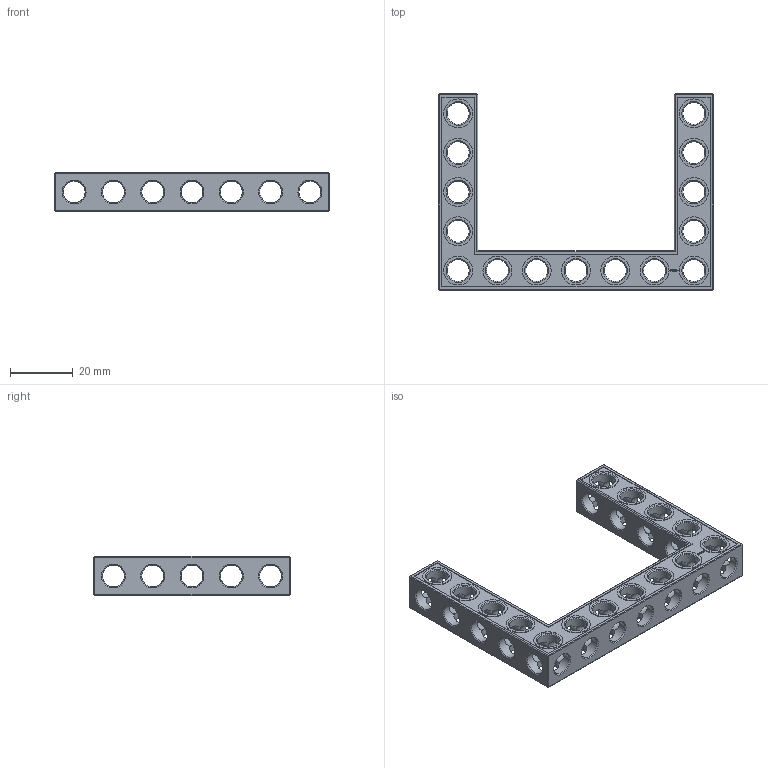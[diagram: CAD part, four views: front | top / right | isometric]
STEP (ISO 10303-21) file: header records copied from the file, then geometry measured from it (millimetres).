
FILE_DESCRIPTION(('FreeCAD Model'),'2;1');
FILE_NAME('Open CASCADE Shape Model','2022-02-23T20:32:23',( 'Paulo Kiefe'),('STEMFIE.org'),'Open CASCADE STEP processor 7.5', 'FreeCAD','Unknown');
FILE_SCHEMA(('AUTOMOTIVE_DESIGN { 1 0 10303 214 1 1 1 1 }'));
Products named in the file (1): Beam AGD ESS USH SYM BU07x05x01 - SPN-BEM-0380 (stemfie.org)
Bounding box: 87.5 x 62.5 x 12.5 mm (x, y, z)
Volume: 14654.4 mm3; surface area: 13215.4 mm2
Topology: 1 solids, 1 shells, 730 faces, 2117 edges, 1379 vertices
Faces by surface type: plane 383, extrusion 194, cylinder 91, cone 62
Full cylindrical faces by diameter (mm): 6.98 x12, 7 x64, 9.2 x15
Entity records: 95274 total; most frequent: CARTESIAN_POINT 55534, DIRECTION 6303, VECTOR 4514, LINE 4320, ORIENTED_EDGE 4234, PCURVE 4234, DEFINITIONAL_REPRESENTATION 4234, EDGE_CURVE 2117
